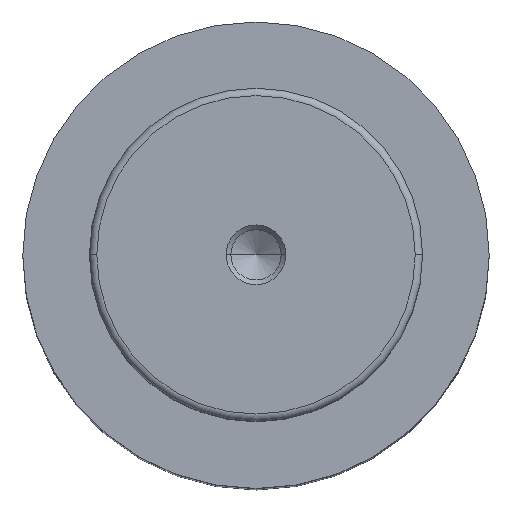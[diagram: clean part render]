
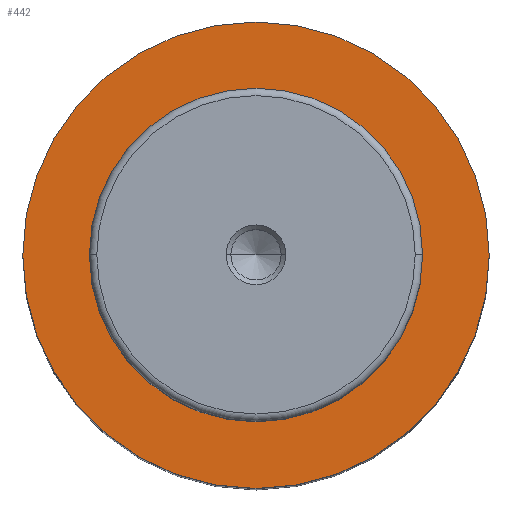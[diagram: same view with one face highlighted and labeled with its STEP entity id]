
A CAD part, top view. The second image highlights one B-rep face of the part: STEP entity #442.
In plain terms, the highlighted planar face has unit normal (0, 0, 1).
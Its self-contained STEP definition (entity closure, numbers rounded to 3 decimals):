
#7 = CARTESIAN_POINT ( 'NONE',  ( 0., 0., 115. ) ) ;
#19 = ORIENTED_EDGE ( 'NONE', *, *, #88, .T. ) ;
#32 = DIRECTION ( 'NONE',  ( 1., 0., 0. ) ) ;
#51 = ORIENTED_EDGE ( 'NONE', *, *, #909, .F. ) ;
#88 = EDGE_CURVE ( 'NONE', #765, #1159, #204, .T. ) ;
#112 = CARTESIAN_POINT ( 'NONE',  ( 0., 0., 115. ) ) ;
#113 = ORIENTED_EDGE ( 'NONE', *, *, #1195, .F. ) ;
#126 = DIRECTION ( 'NONE',  ( 0., 0., -1. ) ) ;
#143 = VERTEX_POINT ( 'NONE', #904 ) ;
#153 = CIRCLE ( 'NONE', #733, 31.5 ) ;
#197 = AXIS2_PLACEMENT_3D ( 'NONE', #1000, #351, #632 ) ;
#204 = CIRCLE ( 'NONE', #197, 22.5 ) ;
#215 = CARTESIAN_POINT ( 'NONE',  ( 0., 0., 115. ) ) ;
#240 = PLANE ( 'NONE',  #471 ) ;
#243 = CIRCLE ( 'NONE', #427, 31.5 ) ;
#324 = FACE_BOUND ( 'NONE', #617, .T. ) ;
#342 = CARTESIAN_POINT ( 'NONE',  ( 31.5, 0., 115. ) ) ;
#351 = DIRECTION ( 'NONE',  ( 0., 0., -1. ) ) ;
#357 = ORIENTED_EDGE ( 'NONE', *, *, #916, .T. ) ;
#394 = DIRECTION ( 'NONE',  ( 0., 0., -1. ) ) ;
#424 = CARTESIAN_POINT ( 'NONE',  ( -22.5, 0., 115. ) ) ;
#427 = AXIS2_PLACEMENT_3D ( 'NONE', #215, #126, #789 ) ;
#442 = ADVANCED_FACE ( 'NONE', ( #324, #592 ), #240, .T. ) ;
#471 = AXIS2_PLACEMENT_3D ( 'NONE', #424, #802, #32 ) ;
#479 = CARTESIAN_POINT ( 'NONE',  ( 22.5, 0., 115. ) ) ;
#504 = VERTEX_POINT ( 'NONE', #342 ) ;
#511 = DIRECTION ( 'NONE',  ( 0., 0., -1. ) ) ;
#575 = CARTESIAN_POINT ( 'NONE',  ( -22.5, 0., 115. ) ) ;
#592 = FACE_OUTER_BOUND ( 'NONE', #1204, .T. ) ;
#617 = EDGE_LOOP ( 'NONE', ( #357, #19 ) ) ;
#632 = DIRECTION ( 'NONE',  ( -1., 0., 0. ) ) ;
#679 = AXIS2_PLACEMENT_3D ( 'NONE', #112, #511, #1130 ) ;
#718 = CIRCLE ( 'NONE', #679, 22.5 ) ;
#733 = AXIS2_PLACEMENT_3D ( 'NONE', #7, #394, #1210 ) ;
#765 = VERTEX_POINT ( 'NONE', #479 ) ;
#789 = DIRECTION ( 'NONE',  ( -1., 0., 0. ) ) ;
#802 = DIRECTION ( 'NONE',  ( 0., 0., 1. ) ) ;
#904 = CARTESIAN_POINT ( 'NONE',  ( -31.5, 0., 115. ) ) ;
#909 = EDGE_CURVE ( 'NONE', #143, #504, #243, .T. ) ;
#916 = EDGE_CURVE ( 'NONE', #1159, #765, #718, .T. ) ;
#1000 = CARTESIAN_POINT ( 'NONE',  ( 0., 0., 115. ) ) ;
#1130 = DIRECTION ( 'NONE',  ( -1., 0., 0. ) ) ;
#1159 = VERTEX_POINT ( 'NONE', #575 ) ;
#1195 = EDGE_CURVE ( 'NONE', #504, #143, #153, .T. ) ;
#1204 = EDGE_LOOP ( 'NONE', ( #51, #113 ) ) ;
#1210 = DIRECTION ( 'NONE',  ( -1., 0., 0. ) ) ;
